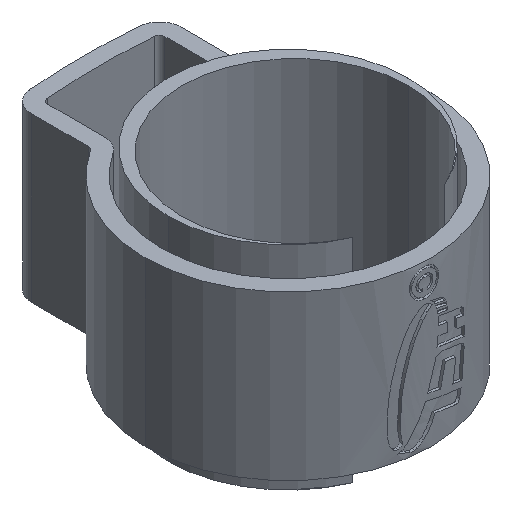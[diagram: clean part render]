
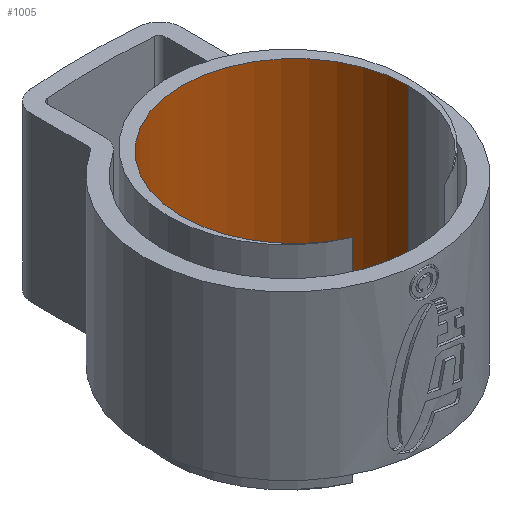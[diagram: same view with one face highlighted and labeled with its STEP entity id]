
A CAD part, isometric view. The second image highlights one B-rep face of the part: STEP entity #1005.
In plain terms, the highlighted cylindrical face has radius 4.16 mm (diameter 8.321 mm), a partial arc.
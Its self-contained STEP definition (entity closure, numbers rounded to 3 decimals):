
#23 = VERTEX_POINT ( 'NONE', #1858 ) ;
#97 = VERTEX_POINT ( 'NONE', #2369 ) ;
#406 = AXIS2_PLACEMENT_3D ( 'NONE', #2517, #1608, #2461 ) ;
#454 = DIRECTION ( 'NONE',  ( 0., 0., -1. ) ) ;
#512 = CARTESIAN_POINT ( 'NONE',  ( 0., -0.261, 3.9 ) ) ;
#588 = VECTOR ( 'NONE', #2062, 1000. ) ;
#762 = VECTOR ( 'NONE', #3487, 1000. ) ;
#801 = EDGE_CURVE ( 'NONE', #1535, #97, #5287, .T. ) ;
#994 = CARTESIAN_POINT ( 'NONE',  ( -4.161, -0.261, 3.9 ) ) ;
#1005 = ADVANCED_FACE ( 'NONE', ( #5070 ), #2515, .F. ) ;
#1072 = EDGE_CURVE ( 'NONE', #2250, #23, #1277, .T. ) ;
#1277 = CIRCLE ( 'NONE', #2483, 4.161 ) ;
#1323 = DIRECTION ( 'NONE',  ( -1., 0., 0. ) ) ;
#1449 = CARTESIAN_POINT ( 'NONE',  ( 0., -0.261, 3.9 ) ) ;
#1535 = VERTEX_POINT ( 'NONE', #2718 ) ;
#1608 = DIRECTION ( 'NONE',  ( 0., 0., -1. ) ) ;
#1846 = ORIENTED_EDGE ( 'NONE', *, *, #1072, .F. ) ;
#1858 = CARTESIAN_POINT ( 'NONE',  ( 4.161, -0.261, 3.9 ) ) ;
#1922 = ORIENTED_EDGE ( 'NONE', *, *, #801, .T. ) ;
#1992 = EDGE_CURVE ( 'NONE', #2250, #1535, #3089, .T. ) ;
#2062 = DIRECTION ( 'NONE',  ( 0., 0., -1. ) ) ;
#2192 = CARTESIAN_POINT ( 'NONE',  ( 4.161, -0.261, 3.9 ) ) ;
#2250 = VERTEX_POINT ( 'NONE', #3509 ) ;
#2369 = CARTESIAN_POINT ( 'NONE',  ( 4.161, -0.261, -3.9 ) ) ;
#2461 = DIRECTION ( 'NONE',  ( 1., 0., 0. ) ) ;
#2483 = AXIS2_PLACEMENT_3D ( 'NONE', #1449, #2653, #4797 ) ;
#2515 = CYLINDRICAL_SURFACE ( 'NONE', #2573, 4.161 ) ;
#2517 = CARTESIAN_POINT ( 'NONE',  ( 0., -0.261, -3.9 ) ) ;
#2573 = AXIS2_PLACEMENT_3D ( 'NONE', #512, #454, #1323 ) ;
#2653 = DIRECTION ( 'NONE',  ( 0., 0., -1. ) ) ;
#2703 = ORIENTED_EDGE ( 'NONE', *, *, #1992, .T. ) ;
#2718 = CARTESIAN_POINT ( 'NONE',  ( -4.161, -0.261, -3.9 ) ) ;
#3089 = LINE ( 'NONE', #994, #588 ) ;
#3097 = LINE ( 'NONE', #2192, #762 ) ;
#3291 = ORIENTED_EDGE ( 'NONE', *, *, #4507, .F. ) ;
#3487 = DIRECTION ( 'NONE',  ( 0., 0., -1. ) ) ;
#3509 = CARTESIAN_POINT ( 'NONE',  ( -4.161, -0.261, 3.9 ) ) ;
#4507 = EDGE_CURVE ( 'NONE', #23, #97, #3097, .T. ) ;
#4797 = DIRECTION ( 'NONE',  ( 1., 0., 0. ) ) ;
#4828 = EDGE_LOOP ( 'NONE', ( #3291, #1846, #2703, #1922 ) ) ;
#5070 = FACE_OUTER_BOUND ( 'NONE', #4828, .T. ) ;
#5287 = CIRCLE ( 'NONE', #406, 4.161 ) ;
